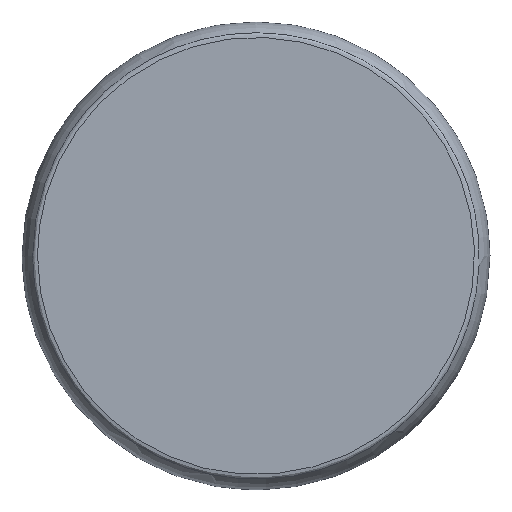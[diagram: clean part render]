
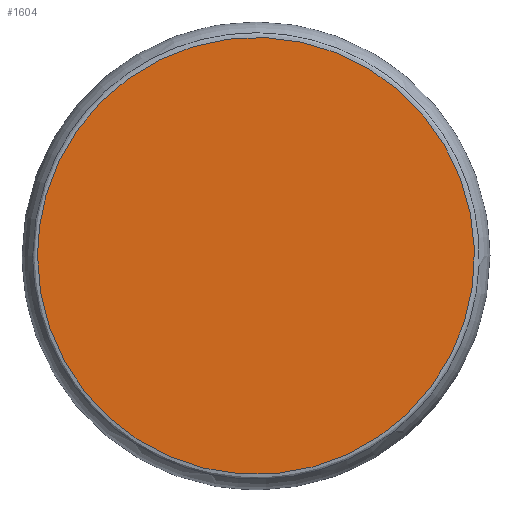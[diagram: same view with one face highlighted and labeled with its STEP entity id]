
A CAD part, top view. The second image highlights one B-rep face of the part: STEP entity #1604.
In plain terms, the highlighted planar face has unit normal (0, 0, 1).
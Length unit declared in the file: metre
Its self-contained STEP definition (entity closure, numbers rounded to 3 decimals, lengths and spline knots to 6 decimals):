
#79=PLANE('',#1757);
#156=B_SPLINE_CURVE_WITH_KNOTS('',3,(#2958,#2959,#2960,#2961,#2962,#2963,
#2964,#2965,#2966,#2967,#2968,#2969,#2970,#2971,#2972,#2973,#2974,#2975,
#2976,#2977,#2978,#2979,#2980,#2981,#2982,#2983,#2984,#2985,#2986,#2987,
#2988,#2989,#2990,#2991,#2992),.UNSPECIFIED.,.T.,.F.,(1,1,1,1,1,1,1,1,1,
1,1,1,1,1,1,1,1,1,1,1,1,1,1,1,1,1,1,1,1,1,1,1,1,1,1,1,1,1,1),(-0.095395,
-0.064145,-0.032895,0.,0.029688,0.060859,0.092105,
0.123355,0.154605,0.185855,0.217105,0.248355,
0.279605,0.310855,0.342105,0.373355,
0.404605,0.435855,0.467105,0.498355,
0.529605,0.560855,0.592105,0.623355,
0.654605,0.685855,0.717105,0.748355,
0.779605,0.810855,0.842105,0.873355,
0.904605,0.935855,0.967105,1.,1.029688,1.060859,
1.092105),.UNSPECIFIED.);
#550=ORIENTED_EDGE('',*,*,#942,.T.);
#942=EDGE_CURVE('',#1136,#1136,#156,.T.);
#1136=VERTEX_POINT('',#2993);
#1389=EDGE_LOOP('',(#550));
#1493=FACE_BOUND('',#1389,.T.);
#1604=ADVANCED_FACE('',(#1493),#79,.T.);
#1757=AXIS2_PLACEMENT_3D('',#2957,#2073,#2074);
#2073=DIRECTION('',(0.,0.,1.));
#2074=DIRECTION('',(1.,0.,0.));
#2957=CARTESIAN_POINT('',(0.,0.,0.017));
#2958=CARTESIAN_POINT('',(-0.036881,0.007606,0.017));
#2959=CARTESIAN_POINT('',(-0.037651,0.000249,0.017));
#2960=CARTESIAN_POINT('',(-0.036958,-0.007089,0.017));
#2961=CARTESIAN_POINT('',(-0.034928,-0.014056,0.017));
#2962=CARTESIAN_POINT('',(-0.031517,-0.020586,0.017));
#2963=CARTESIAN_POINT('',(-0.026895,-0.026348,0.017));
#2964=CARTESIAN_POINT('',(-0.02124,-0.031079,0.017));
#2965=CARTESIAN_POINT('',(-0.014765,-0.034635,0.017));
#2966=CARTESIAN_POINT('',(-0.00773,-0.036842,0.017));
#2967=CARTESIAN_POINT('',(-0.000387,-0.037649,0.017));
#2968=CARTESIAN_POINT('',(0.006958,-0.036995,0.017));
#2969=CARTESIAN_POINT('',(0.01405,-0.034931,0.017));
#2970=CARTESIAN_POINT('',(0.020585,-0.031517,0.017));
#2971=CARTESIAN_POINT('',(0.026348,-0.026895,0.017));
#2972=CARTESIAN_POINT('',(0.031079,-0.02124,0.017));
#2973=CARTESIAN_POINT('',(0.034635,-0.014765,0.017));
#2974=CARTESIAN_POINT('',(0.036842,-0.00773,0.017));
#2975=CARTESIAN_POINT('',(0.037649,-0.000387,0.017));
#2976=CARTESIAN_POINT('',(0.036995,0.006958,0.017));
#2977=CARTESIAN_POINT('',(0.034931,0.01405,0.017));
#2978=CARTESIAN_POINT('',(0.031517,0.020585,0.017));
#2979=CARTESIAN_POINT('',(0.026895,0.026348,0.017));
#2980=CARTESIAN_POINT('',(0.02124,0.031079,0.017));
#2981=CARTESIAN_POINT('',(0.014765,0.034635,0.017));
#2982=CARTESIAN_POINT('',(0.00773,0.036842,0.017));
#2983=CARTESIAN_POINT('',(0.000387,0.037649,0.017));
#2984=CARTESIAN_POINT('',(-0.006958,0.036995,0.017));
#2985=CARTESIAN_POINT('',(-0.01405,0.034931,0.017));
#2986=CARTESIAN_POINT('',(-0.020585,0.031517,0.017));
#2987=CARTESIAN_POINT('',(-0.026348,0.026895,0.017));
#2988=CARTESIAN_POINT('',(-0.031079,0.02124,0.017));
#2989=CARTESIAN_POINT('',(-0.034635,0.014765,0.017));
#2990=CARTESIAN_POINT('',(-0.036881,0.007606,0.017));
#2991=CARTESIAN_POINT('',(-0.037651,0.000249,0.017));
#2992=CARTESIAN_POINT('',(-0.036958,-0.007089,0.017));
#2993=CARTESIAN_POINT('',(-0.037407,0.,0.017));
